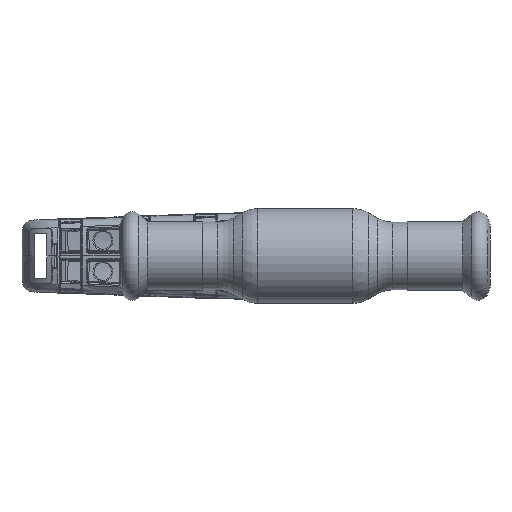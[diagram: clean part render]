
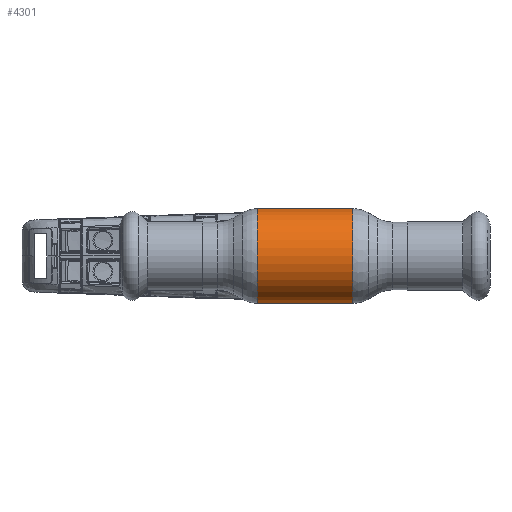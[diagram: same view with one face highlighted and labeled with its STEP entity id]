
A CAD part, front view. The second image highlights one B-rep face of the part: STEP entity #4301.
In plain terms, the highlighted cylindrical face has radius 12.5 mm (diameter 25 mm), a partial arc.
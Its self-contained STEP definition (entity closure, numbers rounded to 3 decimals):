
#472 = EDGE_LOOP ( 'NONE', ( #22388, #8733, #51806, #48100 ) ) ;
#2335 = DIRECTION ( 'NONE',  ( 0., 0., 1. ) ) ;
#3256 = AXIS2_PLACEMENT_3D ( 'NONE', #62372, #22771, #57384 ) ;
#3596 = CIRCLE ( 'NONE', #15157, 12.5 ) ;
#4301 = ADVANCED_FACE ( 'NONE', ( #44163 ), #73606, .T. ) ;
#8422 = LINE ( 'NONE', #16171, #60920 ) ;
#8733 = ORIENTED_EDGE ( 'NONE', *, *, #50063, .T. ) ;
#14779 = VERTEX_POINT ( 'NONE', #30119 ) ;
#14851 = CARTESIAN_POINT ( 'NONE',  ( -12.606, 0., -12.5 ) ) ;
#15157 = AXIS2_PLACEMENT_3D ( 'NONE', #64838, #47144, #2335 ) ;
#16171 = CARTESIAN_POINT ( 'NONE',  ( -62.69, 0., -12.5 ) ) ;
#18310 = VERTEX_POINT ( 'NONE', #27386 ) ;
#20856 = VERTEX_POINT ( 'NONE', #14851 ) ;
#22388 = ORIENTED_EDGE ( 'NONE', *, *, #43379, .F. ) ;
#22771 = DIRECTION ( 'NONE',  ( -1., 0., 0. ) ) ;
#24955 = CARTESIAN_POINT ( 'NONE',  ( -62.69, 0., 12.5 ) ) ;
#25148 = EDGE_CURVE ( 'NONE', #44400, #14779, #41689, .T. ) ;
#27386 = CARTESIAN_POINT ( 'NONE',  ( 12.606, 0., -12.5 ) ) ;
#28290 = AXIS2_PLACEMENT_3D ( 'NONE', #40738, #46456, #38191 ) ;
#30119 = CARTESIAN_POINT ( 'NONE',  ( -12.606, 0., 12.5 ) ) ;
#38106 = CARTESIAN_POINT ( 'NONE',  ( 12.606, 0., 12.5 ) ) ;
#38171 = CIRCLE ( 'NONE', #28290, 12.5 ) ;
#38191 = DIRECTION ( 'NONE',  ( 0., 0., 1. ) ) ;
#39998 = DIRECTION ( 'NONE',  ( -1., 0., 0. ) ) ;
#40738 = CARTESIAN_POINT ( 'NONE',  ( -12.606, 0., 0. ) ) ;
#41689 = LINE ( 'NONE', #24955, #55053 ) ;
#43379 = EDGE_CURVE ( 'NONE', #18310, #20856, #8422, .T. ) ;
#44163 = FACE_OUTER_BOUND ( 'NONE', #472, .T. ) ;
#44400 = VERTEX_POINT ( 'NONE', #38106 ) ;
#45735 = EDGE_CURVE ( 'NONE', #20856, #14779, #38171, .T. ) ;
#46456 = DIRECTION ( 'NONE',  ( -1., 0., 0. ) ) ;
#47144 = DIRECTION ( 'NONE',  ( -1., 0., 0. ) ) ;
#48100 = ORIENTED_EDGE ( 'NONE', *, *, #45735, .F. ) ;
#48340 = DIRECTION ( 'NONE',  ( -1., 0., 0. ) ) ;
#50063 = EDGE_CURVE ( 'NONE', #18310, #44400, #3596, .T. ) ;
#51806 = ORIENTED_EDGE ( 'NONE', *, *, #25148, .T. ) ;
#55053 = VECTOR ( 'NONE', #48340, 1000. ) ;
#57384 = DIRECTION ( 'NONE',  ( 0., 0., 1. ) ) ;
#60920 = VECTOR ( 'NONE', #39998, 1000. ) ;
#62372 = CARTESIAN_POINT ( 'NONE',  ( -62.69, 0., 0. ) ) ;
#64838 = CARTESIAN_POINT ( 'NONE',  ( 12.606, 0., 0. ) ) ;
#73606 = CYLINDRICAL_SURFACE ( 'NONE', #3256, 12.5 ) ;
